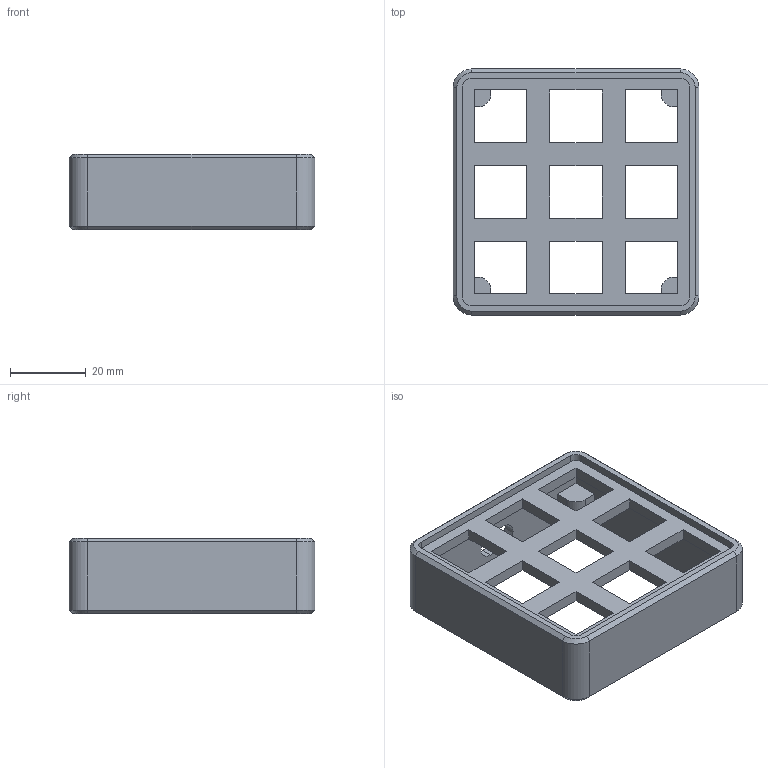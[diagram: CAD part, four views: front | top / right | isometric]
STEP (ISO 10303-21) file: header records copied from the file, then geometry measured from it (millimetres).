
FILE_DESCRIPTION(('FreeCAD Model'),'2;1');
FILE_NAME('Open CASCADE Shape Model','2024-05-10T20:12:26',(''),(''), 'Open CASCADE STEP processor 7.7','FreeCAD','Unknown');
FILE_SCHEMA(('AUTOMOTIVE_DESIGN { 1 0 10303 214 1 1 1 1 }'));
Length unit declared in the file: millimetre
Products named in the file (2): macropad_lid; Lid
Assembly tree (1 placements, depth 2):
  macropad_lid
    Lid
Bounding box: 65 x 65 x 20 mm (x, y, z)
Volume: 20646.7 mm3; surface area: 15333.6 mm2
Topology: 1 solids, 1 shells, 116 faces, 300 edges, 192 vertices
Faces by surface type: plane 90, cylinder 18, cone 8
Full cylindrical faces by diameter (mm): 3.5 x4
Entity records: 7534 total; most frequent: CARTESIAN_POINT 1366, DIRECTION 1154, LINE 820, VECTOR 820, ORIENTED_EDGE 600, PCURVE 600, DEFINITIONAL_REPRESENTATION 600, EDGE_CURVE 300
